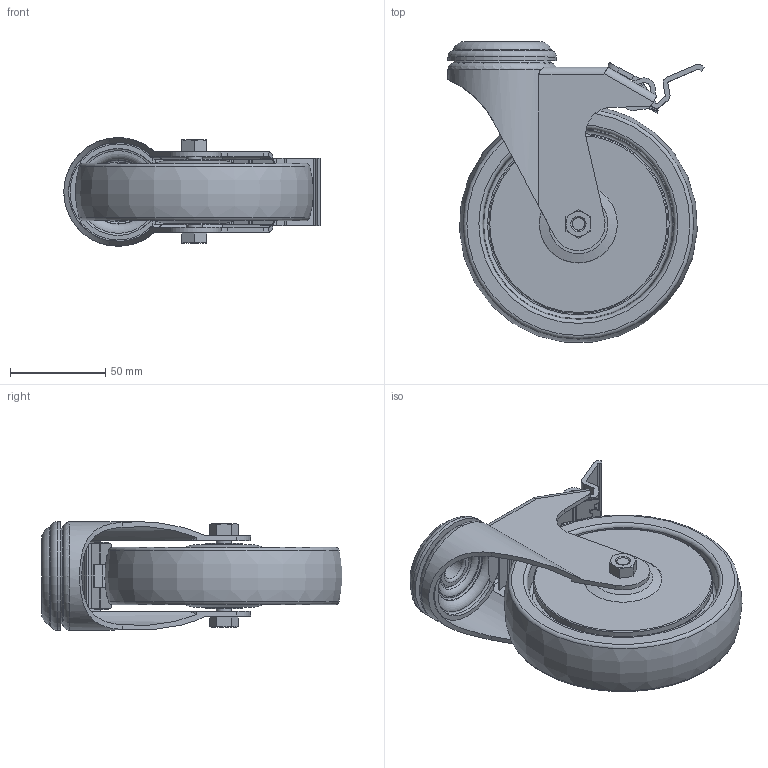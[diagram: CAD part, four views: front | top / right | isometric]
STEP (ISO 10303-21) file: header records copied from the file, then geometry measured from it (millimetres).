
FILE_DESCRIPTION(/* description */ ('STEP AP214'),/* implementation_level */ '2;1');
FILE_NAME(/* name */ '098S125TDN',/* time_stamp */ '2025-10-20T14:48:31+02:00',/* author */ ('License CC BY-ND 4.0'),/* organization */ ('CADENAS'),/* preprocessor_version */ 'ST-DEVELOPER v19.3',/* originating_system */ 'PARTsolutions',/* authorisation */ ' ');
FILE_SCHEMA (('AUTOMOTIVE_DESIGN {1 0 10303 214 3 1 1}'));
Length unit declared in the file: millimetre
Products named in the file (6): 098S125TDN; 098S125TDN_h; 098S125TDN_nut; 098S125TDN_s; 098S125TDN_w; 098S125TDN_wb
Assembly tree (6 placements, depth 2):
  098S125TDN
    098S125TDN_h
    098S125TDN_nut
    098S125TDN_s
    098S125TDN_w
    098S125TDN_wb  x2
Bounding box: 134.5 x 157.66 x 57 mm (x, y, z)
Volume: 324653.7 mm3; surface area: 120528 mm2
Topology: 6 solids, 6 shells, 360 faces, 967 edges, 619 vertices
Faces by surface type: plane 185, cylinder 97, cone 43, torus 35
Full cylindrical faces by diameter (mm): 6.647 x1, 8 x1, 8.2 x1, 8.5 x2, 13 x2, 19.5 x2, 20 x2, 20.45 x1, 29 x1, 57 x1, 94 x2
Entity records: 11078 total; most frequent: CARTESIAN_POINT 2188, DIRECTION 1826, ORIENTED_EDGE 1782, EDGE_CURVE 891, AXIS2_PLACEMENT_3D 666, VERTEX_POINT 604, LINE 494, VECTOR 494
